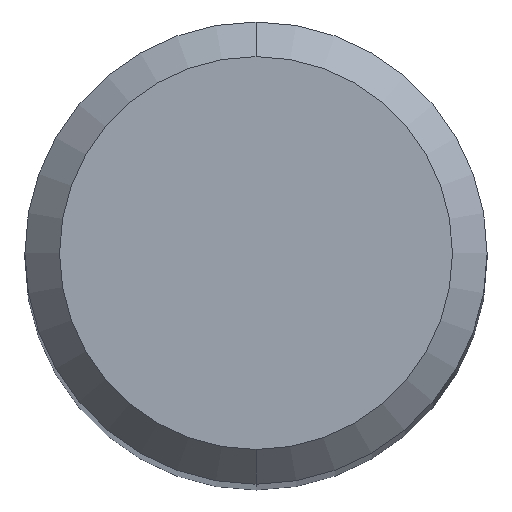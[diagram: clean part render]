
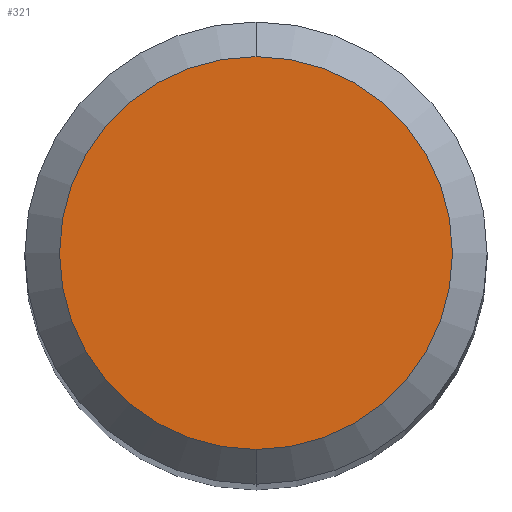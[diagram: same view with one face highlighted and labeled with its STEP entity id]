
A CAD part, top view. The second image highlights one B-rep face of the part: STEP entity #321.
In plain terms, the highlighted planar face has unit normal (0, 0, 1).
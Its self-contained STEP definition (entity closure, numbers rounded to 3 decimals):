
#181=EDGE_CURVE('',#307,#377,#490,.T.);
#307=VERTEX_POINT('',#626);
#321=ADVANCED_FACE('',(#641),#642,.T.);
#377=VERTEX_POINT('',#704);
#395=EDGE_CURVE('',#377,#307,#724,.T.);
#490=CIRCLE('',#820,1.7);
#626=CARTESIAN_POINT('',(0.0,1.7,0.0));
#641=FACE_OUTER_BOUND('',#1093,.T.);
#642=PLANE('',#1094);
#704=CARTESIAN_POINT('',(0.,-1.7,0.0));
#724=CIRCLE('',#1279,1.7);
#820=AXIS2_PLACEMENT_3D('',#1461,#1462,#1463);
#1093=EDGE_LOOP('',(#1603,#1604));
#1094=AXIS2_PLACEMENT_3D('',#1605,#1606,#1607);
#1279=AXIS2_PLACEMENT_3D('',#1699,#1700,#1701);
#1461=CARTESIAN_POINT('',(0.0,0.0,0.0));
#1462=DIRECTION('',(0.0,0.0,-1.0));
#1463=DIRECTION('',(0.0,1.0,0.0));
#1603=ORIENTED_EDGE('',*,*,#181,.F.);
#1604=ORIENTED_EDGE('',*,*,#395,.F.);
#1605=CARTESIAN_POINT('',(0.0,0.85,0.0));
#1606=DIRECTION('',(-0.0,0.0,1.0));
#1607=DIRECTION('',(0.0,-1.0,0.0));
#1699=CARTESIAN_POINT('',(0.0,0.0,0.0));
#1700=DIRECTION('',(0.0,0.0,-1.0));
#1701=DIRECTION('',(0.0,1.0,0.0));
